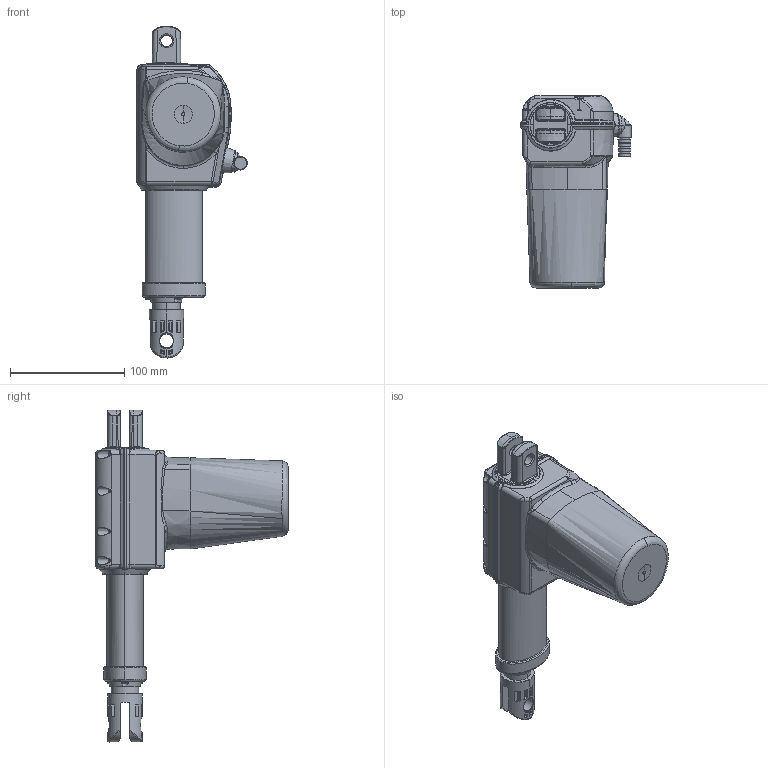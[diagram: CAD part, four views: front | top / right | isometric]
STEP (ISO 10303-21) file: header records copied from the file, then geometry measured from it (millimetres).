
FILE_DESCRIPTION (( 'STEP AP203' ), '1' );
FILE_NAME ('Megamat 12.STEP', '2017-03-30T09:23:55', ( 'admin' ), ( 'Hewlett-Packard Company' ), 'SwSTEP 2.0', 'SolidWorks 2016', '' );
FILE_SCHEMA (( 'CONFIG_CONTROL_DESIGN' ));
Length unit declared in the file: millimetre
Products named in the file (1): Megamat 12
Bounding box: 96.99 x 168.5 x 290.98 mm (x, y, z)
Volume: 13.6 mm3; surface area: 86563 mm2
Topology: 2 solids, 3 shells, 1161 faces, 2849 edges, 1728 vertices
Faces by surface type: bspline 368, plane 353, cylinder 199, cone 106, sphere 90, torus 45
Entity records: 51122 total; most frequent: CARTESIAN_POINT 26770, ORIENTED_EDGE 5684, DIRECTION 4319, EDGE_CURVE 2842, VERTEX_POINT 1728, AXIS2_PLACEMENT_3D 1711, EDGE_LOOP 1212, FACE_OUTER_BOUND 1162
